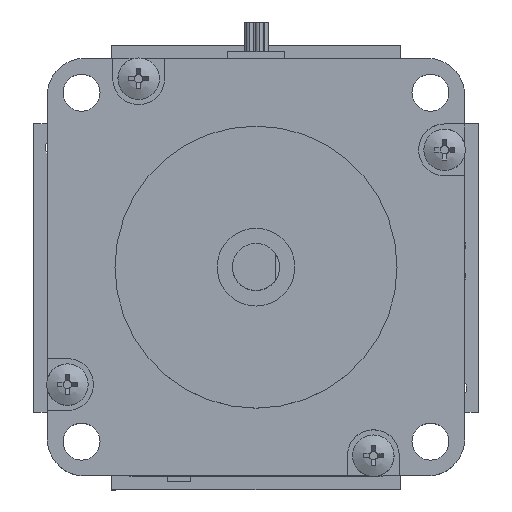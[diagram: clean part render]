
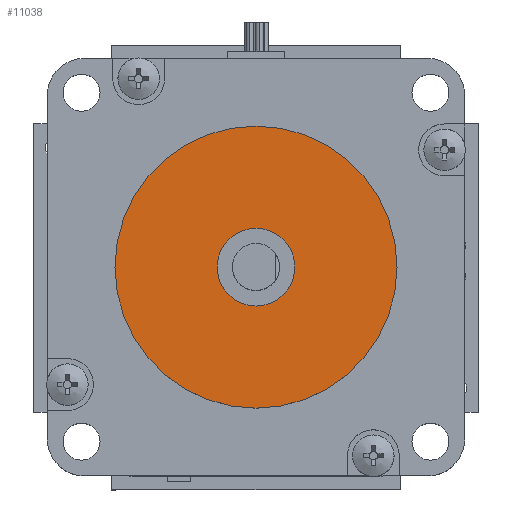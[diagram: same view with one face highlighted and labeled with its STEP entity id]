
A CAD part, top view. The second image highlights one B-rep face of the part: STEP entity #11038.
In plain terms, the highlighted planar face has unit normal (0, 0, 1).
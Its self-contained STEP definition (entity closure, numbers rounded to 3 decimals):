
#518 = CIRCLE ( 'NONE', #9030, 5.25 ) ;
#745 = DIRECTION ( 'NONE',  ( 1., 0., 0. ) ) ;
#3951 = FACE_OUTER_BOUND ( 'NONE', #39421, .T. ) ;
#6219 = CARTESIAN_POINT ( 'NONE',  ( 19.05, 0., 52.6 ) ) ;
#6424 = DIRECTION ( 'NONE',  ( 0., 0., -1. ) ) ;
#8528 = DIRECTION ( 'NONE',  ( -1., 0., 0. ) ) ;
#8540 = AXIS2_PLACEMENT_3D ( 'NONE', #27791, #6424, #31336 ) ;
#8577 = DIRECTION ( 'NONE',  ( 0., 0., -1. ) ) ;
#8647 = CARTESIAN_POINT ( 'NONE',  ( 0., 0., 52.6 ) ) ;
#9030 = AXIS2_PLACEMENT_3D ( 'NONE', #9163, #34004, #12688 ) ;
#9163 = CARTESIAN_POINT ( 'NONE',  ( 0., 0., 52.6 ) ) ;
#9190 = CARTESIAN_POINT ( 'NONE',  ( -5.25, 0., 52.6 ) ) ;
#11038 = ADVANCED_FACE ( 'NONE', ( #32342, #3951 ), #22032, .T. ) ;
#12688 = DIRECTION ( 'NONE',  ( -1., 0., 0. ) ) ;
#13695 = EDGE_CURVE ( 'NONE', #30044, #15473, #16463, .T. ) ;
#15473 = VERTEX_POINT ( 'NONE', #36588 ) ;
#16463 = CIRCLE ( 'NONE', #30617, 5.25 ) ;
#21559 = DIRECTION ( 'NONE',  ( 1., 0., 0. ) ) ;
#21565 = DIRECTION ( 'NONE',  ( 0., 0., 1. ) ) ;
#21622 = CARTESIAN_POINT ( 'NONE',  ( 0., 0., 52.6 ) ) ;
#22032 = PLANE ( 'NONE',  #37140 ) ;
#22106 = DIRECTION ( 'NONE',  ( 0., 0., -1. ) ) ;
#24744 = EDGE_CURVE ( 'NONE', #27000, #28205, #35977, .T. ) ;
#27000 = VERTEX_POINT ( 'NONE', #6219 ) ;
#27791 = CARTESIAN_POINT ( 'NONE',  ( 0., 0., 52.6 ) ) ;
#28205 = VERTEX_POINT ( 'NONE', #36952 ) ;
#28228 = AXIS2_PLACEMENT_3D ( 'NONE', #43151, #22106, #745 ) ;
#28409 = EDGE_LOOP ( 'NONE', ( #34278, #32692 ) ) ;
#28622 = EDGE_CURVE ( 'NONE', #28205, #27000, #39959, .T. ) ;
#28817 = ORIENTED_EDGE ( 'NONE', *, *, #28622, .F. ) ;
#30044 = VERTEX_POINT ( 'NONE', #9190 ) ;
#30617 = AXIS2_PLACEMENT_3D ( 'NONE', #8647, #8577, #8528 ) ;
#31336 = DIRECTION ( 'NONE',  ( 1., 0., 0. ) ) ;
#32342 = FACE_BOUND ( 'NONE', #28409, .T. ) ;
#32692 = ORIENTED_EDGE ( 'NONE', *, *, #33137, .T. ) ;
#33137 = EDGE_CURVE ( 'NONE', #15473, #30044, #518, .T. ) ;
#33622 = ORIENTED_EDGE ( 'NONE', *, *, #24744, .F. ) ;
#34004 = DIRECTION ( 'NONE',  ( 0., 0., -1. ) ) ;
#34278 = ORIENTED_EDGE ( 'NONE', *, *, #13695, .T. ) ;
#35977 = CIRCLE ( 'NONE', #8540, 19.05 ) ;
#36588 = CARTESIAN_POINT ( 'NONE',  ( 5.25, 0., 52.6 ) ) ;
#36952 = CARTESIAN_POINT ( 'NONE',  ( -19.05, 0., 52.6 ) ) ;
#37140 = AXIS2_PLACEMENT_3D ( 'NONE', #21622, #21565, #21559 ) ;
#39421 = EDGE_LOOP ( 'NONE', ( #33622, #28817 ) ) ;
#39959 = CIRCLE ( 'NONE', #28228, 19.05 ) ;
#43151 = CARTESIAN_POINT ( 'NONE',  ( 0., 0., 52.6 ) ) ;
